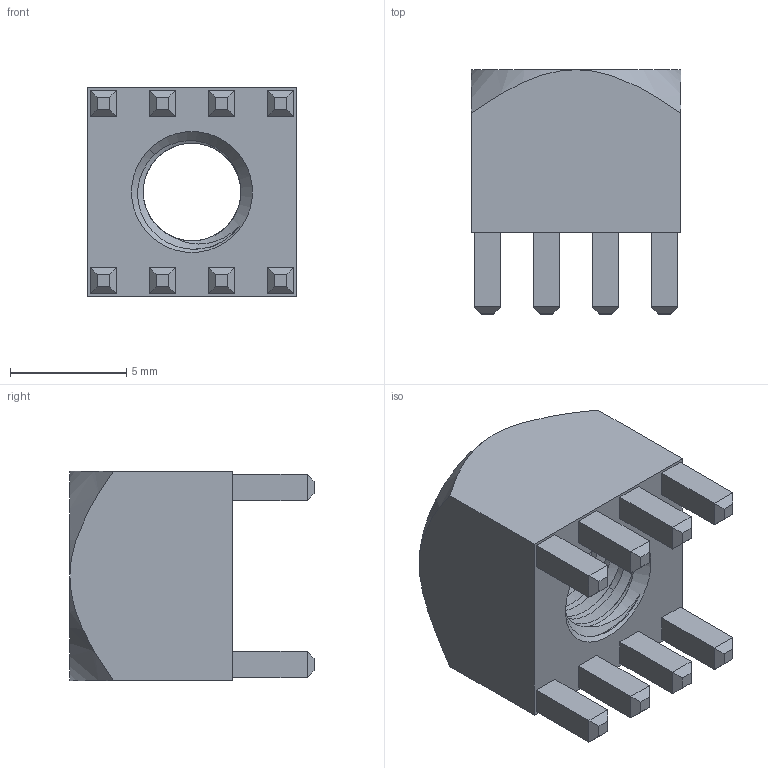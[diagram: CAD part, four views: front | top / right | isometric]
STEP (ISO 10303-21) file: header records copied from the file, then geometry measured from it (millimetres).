
FILE_DESCRIPTION((''),'2;1');
FILE_NAME('FNT023-M050B','2025-10-21T',('工程三'),(''),'PRO/ENGINEER BY PARAMETRIC TECHNOLOGY CORPORATION, 2010280','PRO/ENGINEER BY PARAMETRIC TECHNOLOGY CORPORATION, 2010280','');
FILE_SCHEMA(('CONFIG_CONTROL_DESIGN'));
Length unit declared in the file: millimetre
Products named in the file (1): FNT023-M050B
Bounding box: 9 x 10.5 x 9 mm (x, y, z)
Volume: 478.2 mm3; surface area: 631.5 mm2
Topology: 1 solids, 1 shells, 110 faces, 260 edges, 160 vertices
Faces by surface type: plane 78, cylinder 15, bspline 9, cone 8
Entity records: 5531 total; most frequent: CARTESIAN_POINT 3096, ORIENTED_EDGE 520, DIRECTION 422, EDGE_CURVE 260, VECTOR 192, LINE 192, VERTEX_POINT 160, EDGE_LOOP 120
